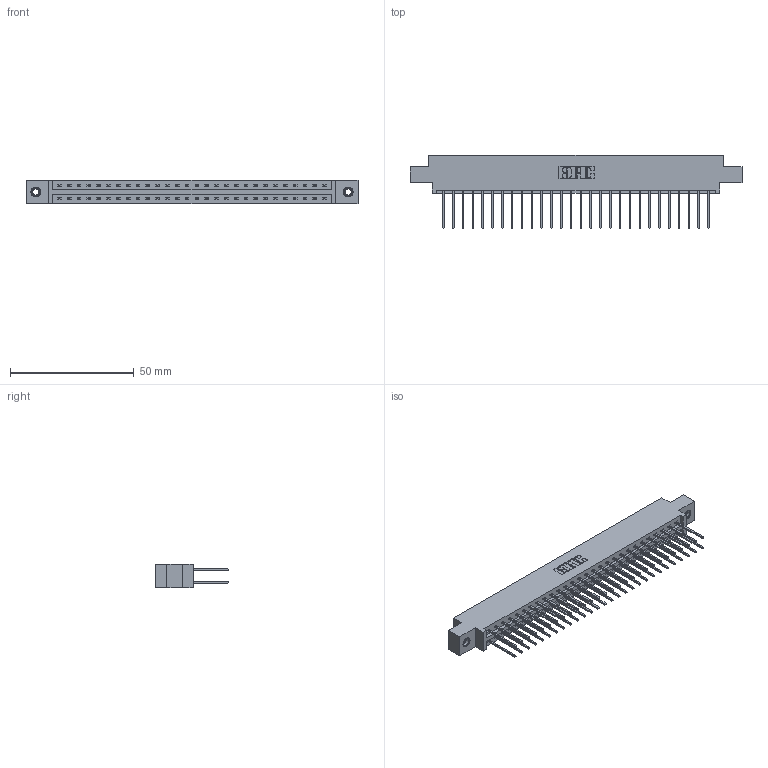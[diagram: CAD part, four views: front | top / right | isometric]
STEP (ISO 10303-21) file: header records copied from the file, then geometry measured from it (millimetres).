
FILE_DESCRIPTION (( 'STEP AP203' ), '1' );
FILE_NAME ('337-056-540-807.STEP', '2018-08-10T02:56:21', ( '' ), ( '' ), 'SwSTEP 2.0', 'SolidWorks 2016', '' );
FILE_SCHEMA (( 'CONFIG_CONTROL_DESIGN' ));
Length unit declared in the file: inch
Products named in the file (4): 345-250-001_345-250-005-103; 337-056-540-807; 337 Part_0.170 Offset - 0.156 Dia-TI; 345-292-001_345-293-140
Assembly tree (59 placements, depth 2):
  337-056-540-807
    337 Part_0.170 Offset - 0.156 Dia-TI
    345-292-001_345-293-140  x56
    345-250-001_345-250-005-103  x2
Bounding box: 133.96 x 29.47 x 9.4 mm (x, y, z)
Volume: 14012.6 mm3; surface area: 16898.5 mm2
Topology: 59 solids, 59 shells, 3202 faces, 9475 edges, 6234 vertices
Faces by surface type: plane 2234, cylinder 952, cone 12, torus 4
Entity records: 24856 total; most frequent: CARTESIAN_POINT 4181, ORIENTED_EDGE 4110, DIRECTION 3613, EDGE_CURVE 2055, LINE 1907, VECTOR 1907, VERTEX_POINT 1364, AXIS2_PLACEMENT_3D 853
